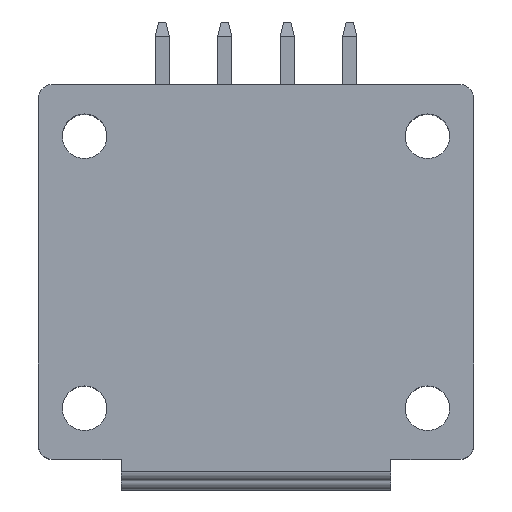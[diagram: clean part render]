
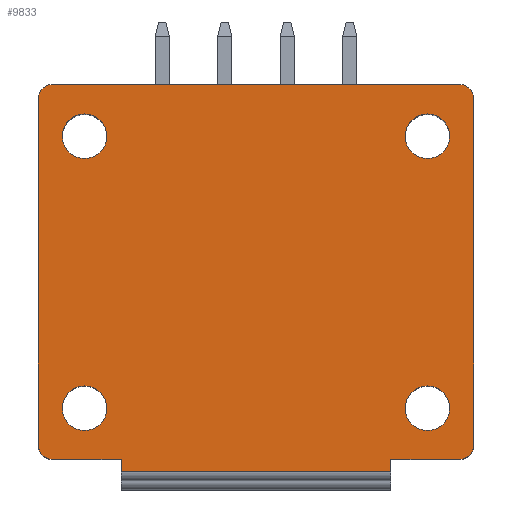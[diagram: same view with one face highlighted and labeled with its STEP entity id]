
A CAD part, top view. The second image highlights one B-rep face of the part: STEP entity #9833.
In plain terms, the highlighted planar face has unit normal (0, 0, 1).
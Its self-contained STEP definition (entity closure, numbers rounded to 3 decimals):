
#202=CARTESIAN_POINT('',(-17.3,-6.74,9.2));
#203=DIRECTION('',(0.,0.,-1.));
#204=DIRECTION('',(-1.,0.,0.));
#205=AXIS2_PLACEMENT_3D('',#202,#203,#204);
#207=CARTESIAN_POINT('',(-17.3,-6.74,9.2));
#208=DIRECTION('',(0.,0.,-1.));
#209=DIRECTION('',(1.,0.,0.));
#210=AXIS2_PLACEMENT_3D('',#207,#208,#209);
#212=CARTESIAN_POINT('',(-17.3,8.5,9.2));
#213=DIRECTION('',(0.,0.,-1.));
#214=DIRECTION('',(-1.,0.,0.));
#215=AXIS2_PLACEMENT_3D('',#212,#213,#214);
#217=CARTESIAN_POINT('',(-17.3,8.5,9.2));
#218=DIRECTION('',(0.,0.,-1.));
#219=DIRECTION('',(1.,0.,0.));
#220=AXIS2_PLACEMENT_3D('',#217,#218,#219);
#222=CARTESIAN_POINT('',(1.9,-6.74,9.2));
#223=DIRECTION('',(0.,0.,1.));
#224=DIRECTION('',(1.,0.,0.));
#225=AXIS2_PLACEMENT_3D('',#222,#223,#224);
#227=CARTESIAN_POINT('',(1.9,-6.74,9.2));
#228=DIRECTION('',(0.,0.,1.));
#229=DIRECTION('',(-1.,0.,0.));
#230=AXIS2_PLACEMENT_3D('',#227,#228,#229);
#232=CARTESIAN_POINT('',(1.9,8.5,9.2));
#233=DIRECTION('',(0.,0.,1.));
#234=DIRECTION('',(1.,0.,0.));
#235=AXIS2_PLACEMENT_3D('',#232,#233,#234);
#237=CARTESIAN_POINT('',(1.9,8.5,9.2));
#238=DIRECTION('',(0.,0.,1.));
#239=DIRECTION('',(-1.,0.,0.));
#240=AXIS2_PLACEMENT_3D('',#237,#238,#239);
#242=DIRECTION('',(0.,-1.,0.));
#243=VECTOR('',#242,0.7);
#244=CARTESIAN_POINT('',(-15.25,-9.6,9.2));
#245=LINE('',#244,#243);
#246=DIRECTION('',(1.,0.,0.));
#247=VECTOR('',#246,3.85);
#248=CARTESIAN_POINT('',(-19.1,-9.6,9.2));
#249=LINE('',#248,#247);
#250=CARTESIAN_POINT('',(-19.1,-8.8,9.2));
#251=DIRECTION('',(0.,0.,1.));
#252=DIRECTION('',(-1.,0.,0.));
#253=AXIS2_PLACEMENT_3D('',#250,#251,#252);
#255=CARTESIAN_POINT('',(-19.1,10.6,9.2));
#256=DIRECTION('',(0.,0.,1.));
#257=DIRECTION('',(0.,1.,0.));
#258=AXIS2_PLACEMENT_3D('',#255,#256,#257);
#260=CARTESIAN_POINT('',(3.7,10.6,9.2));
#261=DIRECTION('',(0.,0.,-1.));
#262=DIRECTION('',(0.,1.,0.));
#263=AXIS2_PLACEMENT_3D('',#260,#261,#262);
#265=CARTESIAN_POINT('',(3.7,-8.8,9.2));
#266=DIRECTION('',(0.,0.,-1.));
#267=DIRECTION('',(1.,0.,0.));
#268=AXIS2_PLACEMENT_3D('',#265,#266,#267);
#270=DIRECTION('',(-1.,0.,0.));
#271=VECTOR('',#270,3.85);
#272=CARTESIAN_POINT('',(3.7,-9.6,9.2));
#273=LINE('',#272,#271);
#274=DIRECTION('',(0.,-1.,0.));
#275=VECTOR('',#274,0.7);
#276=CARTESIAN_POINT('',(-0.15,-9.6,9.2));
#277=LINE('',#276,#275);
#3476=DIRECTION('',(0.,-1.,0.));
#3477=VECTOR('',#3476,19.4);
#3478=CARTESIAN_POINT('',(-19.9,10.6,9.2));
#3479=LINE('',#3478,#3477);
#3612=DIRECTION('',(-1.,0.,0.));
#3613=VECTOR('',#3612,22.8);
#3614=CARTESIAN_POINT('',(3.7,11.4,9.2));
#3615=LINE('',#3614,#3613);
#4136=DIRECTION('',(0.,1.,0.));
#4137=VECTOR('',#4136,19.4);
#4138=CARTESIAN_POINT('',(4.5,-8.8,9.2));
#4139=LINE('',#4138,#4137);
#4211=DIRECTION('',(-1.,0.,0.));
#4212=VECTOR('',#4211,15.1);
#4213=CARTESIAN_POINT('',(-0.15,-10.3,9.2));
#4214=LINE('',#4213,#4212);
#9260=CARTESIAN_POINT('',(-0.15,-10.3,9.2));
#9262=VERTEX_POINT('',#9260);
#9270=CARTESIAN_POINT('',(-15.25,-10.3,9.2));
#9272=VERTEX_POINT('',#9270);
#9480=CARTESIAN_POINT('',(3.15,8.5,9.2));
#9481=CARTESIAN_POINT('',(0.65,8.5,9.2));
#9482=VERTEX_POINT('',#9480);
#9483=VERTEX_POINT('',#9481);
#9484=CARTESIAN_POINT('',(3.15,-6.74,9.2));
#9485=CARTESIAN_POINT('',(0.65,-6.74,9.2));
#9486=VERTEX_POINT('',#9484);
#9487=VERTEX_POINT('',#9485);
#9488=CARTESIAN_POINT('',(3.7,11.4,9.2));
#9489=CARTESIAN_POINT('',(4.5,10.6,9.2));
#9490=VERTEX_POINT('',#9488);
#9491=VERTEX_POINT('',#9489);
#9492=CARTESIAN_POINT('',(4.5,-8.8,9.2));
#9493=CARTESIAN_POINT('',(3.7,-9.6,9.2));
#9494=VERTEX_POINT('',#9492);
#9495=VERTEX_POINT('',#9493);
#9496=CARTESIAN_POINT('',(-0.15,-9.6,9.2));
#9497=VERTEX_POINT('',#9496);
#9530=CARTESIAN_POINT('',(-18.55,8.5,9.2));
#9531=CARTESIAN_POINT('',(-16.05,8.5,9.2));
#9532=VERTEX_POINT('',#9530);
#9533=VERTEX_POINT('',#9531);
#9534=CARTESIAN_POINT('',(-18.55,-6.74,9.2));
#9535=CARTESIAN_POINT('',(-16.05,-6.74,9.2));
#9536=VERTEX_POINT('',#9534);
#9537=VERTEX_POINT('',#9535);
#9538=CARTESIAN_POINT('',(-19.1,11.4,9.2));
#9539=CARTESIAN_POINT('',(-19.9,10.6,9.2));
#9540=VERTEX_POINT('',#9538);
#9541=VERTEX_POINT('',#9539);
#9542=CARTESIAN_POINT('',(-19.9,-8.8,9.2));
#9543=CARTESIAN_POINT('',(-19.1,-9.6,9.2));
#9544=VERTEX_POINT('',#9542);
#9545=VERTEX_POINT('',#9543);
#9546=CARTESIAN_POINT('',(-15.25,-9.6,9.2));
#9547=VERTEX_POINT('',#9546);
#9780=CARTESIAN_POINT('',(0.,11.4,9.2));
#9781=DIRECTION('',(0.,0.,1.));
#9782=DIRECTION('',(0.,-1.,0.));
#9783=AXIS2_PLACEMENT_3D('',#9780,#9781,#9782);
#9784=PLANE('',#9783);
#9786=ORIENTED_EDGE('',*,*,#9785,.F.);
#9788=ORIENTED_EDGE('',*,*,#9787,.F.);
#9790=ORIENTED_EDGE('',*,*,#9789,.F.);
#9792=ORIENTED_EDGE('',*,*,#9791,.F.);
#9794=ORIENTED_EDGE('',*,*,#9793,.F.);
#9796=ORIENTED_EDGE('',*,*,#9795,.F.);
#9798=ORIENTED_EDGE('',*,*,#9797,.T.);
#9800=ORIENTED_EDGE('',*,*,#9799,.F.);
#9802=ORIENTED_EDGE('',*,*,#9801,.T.);
#9804=ORIENTED_EDGE('',*,*,#9803,.T.);
#9806=ORIENTED_EDGE('',*,*,#9805,.T.);
#9808=ORIENTED_EDGE('',*,*,#9807,.T.);
#9809=EDGE_LOOP('',(#9786,#9788,#9790,#9792,#9794,#9796,#9798,#9800,#9802,#9804,
#9806,#9808));
#9810=FACE_OUTER_BOUND('',#9809,.F.);
#9811=ORIENTED_EDGE('',*,*,#9760,.F.);
#9812=ORIENTED_EDGE('',*,*,#9774,.F.);
#9813=EDGE_LOOP('',(#9811,#9812));
#9814=FACE_BOUND('',#9813,.F.);
#9816=ORIENTED_EDGE('',*,*,#9815,.T.);
#9818=ORIENTED_EDGE('',*,*,#9817,.T.);
#9819=EDGE_LOOP('',(#9816,#9818));
#9820=FACE_BOUND('',#9819,.F.);
#9822=ORIENTED_EDGE('',*,*,#9821,.T.);
#9824=ORIENTED_EDGE('',*,*,#9823,.T.);
#9825=EDGE_LOOP('',(#9822,#9824));
#9826=FACE_BOUND('',#9825,.F.);
#9828=ORIENTED_EDGE('',*,*,#9827,.F.);
#9830=ORIENTED_EDGE('',*,*,#9829,.F.);
#9831=EDGE_LOOP('',(#9828,#9830));
#9832=FACE_BOUND('',#9831,.F.);
#9833=ADVANCED_FACE('',(#9810,#9814,#9820,#9826,#9832),#9784,.T.);
#206=CIRCLE('',#205,1.25);
#211=CIRCLE('',#210,1.25);
#216=CIRCLE('',#215,1.25);
#221=CIRCLE('',#220,1.25);
#226=CIRCLE('',#225,1.25);
#231=CIRCLE('',#230,1.25);
#236=CIRCLE('',#235,1.25);
#241=CIRCLE('',#240,1.25);
#254=CIRCLE('',#253,0.8);
#259=CIRCLE('',#258,0.8);
#264=CIRCLE('',#263,0.8);
#269=CIRCLE('',#268,0.8);
#9760=EDGE_CURVE('',#9532,#9533,#216,.T.);
#9774=EDGE_CURVE('',#9533,#9532,#221,.T.);
#9785=EDGE_CURVE('',#9547,#9272,#245,.T.);
#9787=EDGE_CURVE('',#9545,#9547,#249,.T.);
#9789=EDGE_CURVE('',#9544,#9545,#254,.T.);
#9791=EDGE_CURVE('',#9541,#9544,#3479,.T.);
#9793=EDGE_CURVE('',#9540,#9541,#259,.T.);
#9795=EDGE_CURVE('',#9490,#9540,#3615,.T.);
#9797=EDGE_CURVE('',#9490,#9491,#264,.T.);
#9799=EDGE_CURVE('',#9494,#9491,#4139,.T.);
#9801=EDGE_CURVE('',#9494,#9495,#269,.T.);
#9803=EDGE_CURVE('',#9495,#9497,#273,.T.);
#9805=EDGE_CURVE('',#9497,#9262,#277,.T.);
#9807=EDGE_CURVE('',#9262,#9272,#4214,.T.);
#9815=EDGE_CURVE('',#9486,#9487,#226,.T.);
#9817=EDGE_CURVE('',#9487,#9486,#231,.T.);
#9821=EDGE_CURVE('',#9482,#9483,#236,.T.);
#9823=EDGE_CURVE('',#9483,#9482,#241,.T.);
#9827=EDGE_CURVE('',#9536,#9537,#206,.T.);
#9829=EDGE_CURVE('',#9537,#9536,#211,.T.);
